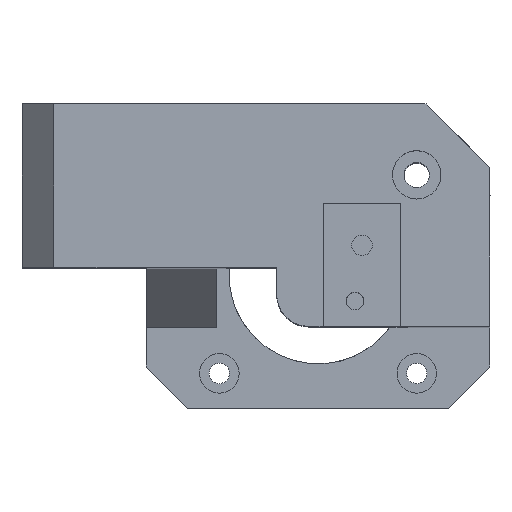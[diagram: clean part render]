
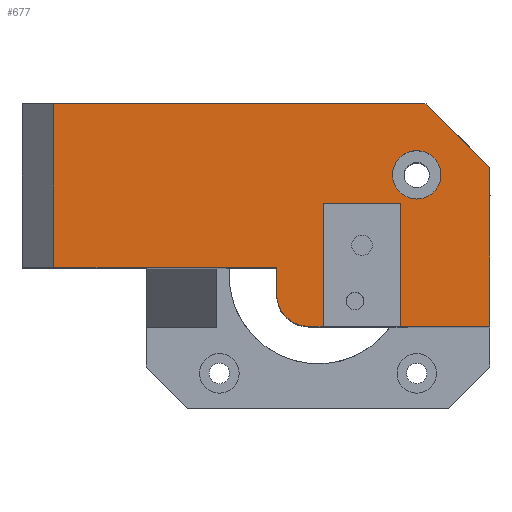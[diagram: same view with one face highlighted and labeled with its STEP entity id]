
A CAD part, top view. The second image highlights one B-rep face of the part: STEP entity #677.
In plain terms, the highlighted planar face has unit normal (0, 0, 1).
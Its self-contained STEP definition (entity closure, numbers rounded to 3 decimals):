
#269 = VERTEX_POINT('',#270);
#270 = CARTESIAN_POINT('',(272.141,985.528,47.945)
  );
#276 = EDGE_CURVE('',#277,#269,#279,.T.);
#277 = VERTEX_POINT('',#278);
#278 = CARTESIAN_POINT('',(237.141,985.528,47.945));
#279 = LINE('',#280,#281);
#280 = CARTESIAN_POINT('',(279.921,985.528,47.945));
#281 = VECTOR('',#282,1.);
#282 = DIRECTION('',(1.,0.,0.));
#677 = ADVANCED_FACE('',(#678,#784),#795,.T.);
#678 = FACE_BOUND('',#679,.T.);
#679 = EDGE_LOOP('',(#680,#690,#698,#706,#712,#713,#721,#730,#738,#746,
    #754,#762,#770,#778));
#680 = ORIENTED_EDGE('',*,*,#681,.F.);
#681 = EDGE_CURVE('',#682,#684,#686,.T.);
#682 = VERTEX_POINT('',#683);
#683 = CARTESIAN_POINT('',(295.59,1011.278,47.945));
#684 = VERTEX_POINT('',#685);
#685 = CARTESIAN_POINT('',(295.883,1010.985,47.945));
#686 = LINE('',#687,#688);
#687 = CARTESIAN_POINT('',(288.849,1018.02,47.945));
#688 = VECTOR('',#689,1.);
#689 = DIRECTION('',(0.707,-0.707,0.));
#690 = ORIENTED_EDGE('',*,*,#691,.T.);
#691 = EDGE_CURVE('',#682,#692,#694,.T.);
#692 = VERTEX_POINT('',#693);
#693 = CARTESIAN_POINT('',(295.176,1011.278,47.945));
#694 = LINE('',#695,#696);
#695 = CARTESIAN_POINT('',(274.688,1011.278,47.945));
#696 = VECTOR('',#697,1.);
#697 = DIRECTION('',(-1.,0.,0.));
#698 = ORIENTED_EDGE('',*,*,#699,.T.);
#699 = EDGE_CURVE('',#692,#700,#702,.T.);
#700 = VERTEX_POINT('',#701);
#701 = CARTESIAN_POINT('',(237.141,1011.278,
    47.945));
#702 = LINE('',#703,#704);
#703 = CARTESIAN_POINT('',(233.741,1011.278,47.945));
#704 = VECTOR('',#705,1.);
#705 = DIRECTION('',(-1.,0.,0.));
#706 = ORIENTED_EDGE('',*,*,#707,.F.);
#707 = EDGE_CURVE('',#277,#700,#708,.T.);
#708 = LINE('',#709,#710);
#709 = CARTESIAN_POINT('',(237.141,985.528,47.945));
#710 = VECTOR('',#711,1.);
#711 = DIRECTION('',(0.,1.,0.));
#712 = ORIENTED_EDGE('',*,*,#276,.T.);
#713 = ORIENTED_EDGE('',*,*,#714,.F.);
#714 = EDGE_CURVE('',#715,#269,#717,.T.);
#715 = VERTEX_POINT('',#716);
#716 = CARTESIAN_POINT('',(272.141,981.278,47.945
    ));
#717 = LINE('',#718,#719);
#718 = CARTESIAN_POINT('',(272.141,976.278,
    47.945));
#719 = VECTOR('',#720,1.);
#720 = DIRECTION('',(0.,1.,0.));
#721 = ORIENTED_EDGE('',*,*,#722,.T.);
#722 = EDGE_CURVE('',#715,#723,#725,.T.);
#723 = VERTEX_POINT('',#724);
#724 = CARTESIAN_POINT('',(277.141,976.278,47.945
    ));
#725 = CIRCLE('',#726,5.);
#726 = AXIS2_PLACEMENT_3D('',#727,#728,#729);
#727 = CARTESIAN_POINT('',(277.141,981.278,47.945
    ));
#728 = DIRECTION('',(0.,0.,1.));
#729 = DIRECTION('',(1.,0.,0.));
#730 = ORIENTED_EDGE('',*,*,#731,.T.);
#731 = EDGE_CURVE('',#723,#732,#734,.T.);
#732 = VERTEX_POINT('',#733);
#733 = CARTESIAN_POINT('',(279.441,976.278,47.945));
#734 = LINE('',#735,#736);
#735 = CARTESIAN_POINT('',(257.641,976.278,47.945
    ));
#736 = VECTOR('',#737,1.);
#737 = DIRECTION('',(1.,0.,0.));
#738 = ORIENTED_EDGE('',*,*,#739,.F.);
#739 = EDGE_CURVE('',#740,#732,#742,.T.);
#740 = VERTEX_POINT('',#741);
#741 = CARTESIAN_POINT('',(279.441,995.528,47.945
    ));
#742 = LINE('',#743,#744);
#743 = CARTESIAN_POINT('',(279.441,991.676,47.945));
#744 = VECTOR('',#745,1.);
#745 = DIRECTION('',(0.,-1.,0.));
#746 = ORIENTED_EDGE('',*,*,#747,.F.);
#747 = EDGE_CURVE('',#748,#740,#750,.T.);
#748 = VERTEX_POINT('',#749);
#749 = CARTESIAN_POINT('',(291.631,995.528,
    47.945));
#750 = LINE('',#751,#752);
#751 = CARTESIAN_POINT('',(279.656,995.528,47.945
    ));
#752 = VECTOR('',#753,1.);
#753 = DIRECTION('',(-1.,0.,0.));
#754 = ORIENTED_EDGE('',*,*,#755,.T.);
#755 = EDGE_CURVE('',#748,#756,#758,.T.);
#756 = VERTEX_POINT('',#757);
#757 = CARTESIAN_POINT('',(291.631,976.278,47.945));
#758 = LINE('',#759,#760);
#759 = CARTESIAN_POINT('',(291.631,996.528,
    47.945));
#760 = VECTOR('',#761,1.);
#761 = DIRECTION('',(0.,-1.,0.));
#762 = ORIENTED_EDGE('',*,*,#763,.F.);
#763 = EDGE_CURVE('',#764,#756,#766,.T.);
#764 = VERTEX_POINT('',#765);
#765 = CARTESIAN_POINT('',(305.641,976.278,47.945));
#766 = LINE('',#767,#768);
#767 = CARTESIAN_POINT('',(291.856,976.278,47.945));
#768 = VECTOR('',#769,1.);
#769 = DIRECTION('',(-1.,0.,0.));
#770 = ORIENTED_EDGE('',*,*,#771,.F.);
#771 = EDGE_CURVE('',#772,#764,#774,.T.);
#772 = VERTEX_POINT('',#773);
#773 = CARTESIAN_POINT('',(305.641,1001.228,47.945));
#774 = LINE('',#775,#776);
#775 = CARTESIAN_POINT('',(305.641,991.676,47.945));
#776 = VECTOR('',#777,1.);
#777 = DIRECTION('',(0.,-1.,0.));
#778 = ORIENTED_EDGE('',*,*,#779,.T.);
#779 = EDGE_CURVE('',#772,#684,#780,.T.);
#780 = LINE('',#781,#782);
#781 = CARTESIAN_POINT('',(305.641,1001.228,47.945));
#782 = VECTOR('',#783,1.);
#783 = DIRECTION('',(-0.707,0.707,0.));
#784 = FACE_BOUND('',#785,.T.);
#785 = EDGE_LOOP('',(#786));
#786 = ORIENTED_EDGE('',*,*,#787,.F.);
#787 = EDGE_CURVE('',#788,#788,#790,.T.);
#788 = VERTEX_POINT('',#789);
#789 = CARTESIAN_POINT('',(297.941,1000.078,47.945));
#790 = CIRCLE('',#791,3.8);
#791 = AXIS2_PLACEMENT_3D('',#792,#793,#794);
#792 = CARTESIAN_POINT('',(294.141,1000.078,47.945));
#793 = DIRECTION('',(0.,0.,1.));
#794 = DIRECTION('',(1.,0.,0.));
#795 = PLANE('',#796);
#796 = AXIS2_PLACEMENT_3D('',#797,#798,#799);
#797 = CARTESIAN_POINT('',(274.131,994.488,47.945));
#798 = DIRECTION('',(0.,0.,1.));
#799 = DIRECTION('',(0.,1.,0.));
